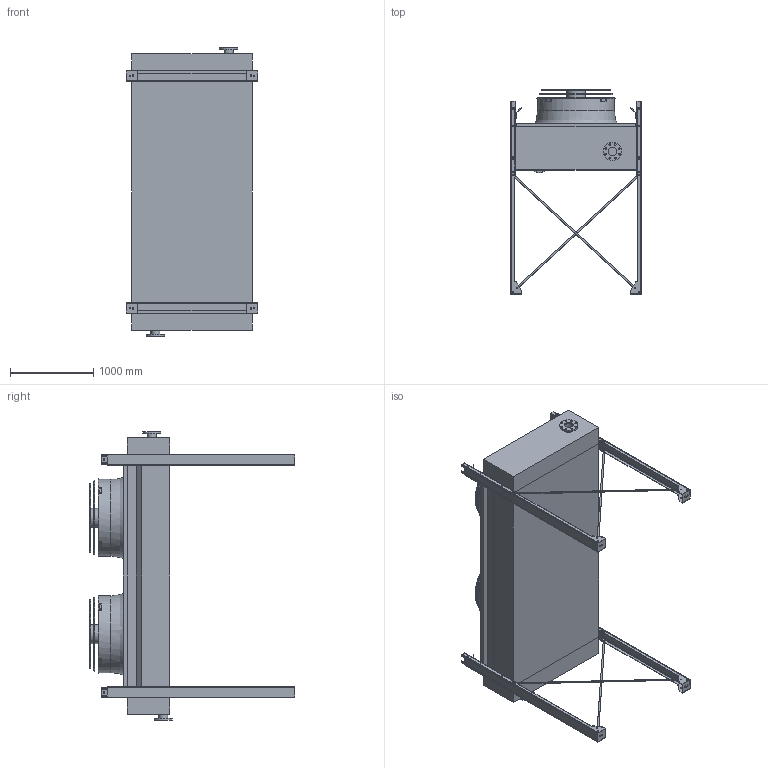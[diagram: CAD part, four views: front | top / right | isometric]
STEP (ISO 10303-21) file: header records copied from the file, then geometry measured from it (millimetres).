
FILE_DESCRIPTION (( 'STEP AP203' ), '1' );
FILE_NAME ('BOC__02L_HV_OS.STEP', '2017-03-24T10:01:02', ( 'Alfa Laval' ), ( 'Alfa Laval' ), 'SwSTEP 2.0', 'SolidWorks 2016', '' );
FILE_SCHEMA (( 'CONFIG_CONTROL_DESIGN' ));
Length unit declared in the file: millimetre
Products named in the file (5): BO_KIT FEET_LIGHT_BOC2L; BOFA_LIGHT_�910 IEC; BOC__02L_HV_OS; BO_HV_LIGHT_BOCF_36T_L_2M_OS; BOFE_HV_LIGHT_BOC2L
Assembly tree (5 placements, depth 2):
  BOC__02L_HV_OS
    BO_HV_LIGHT_BOCF_36T_L_2M_OS
    BOFE_HV_LIGHT_BOC2L
    BO_KIT FEET_LIGHT_BOC2L
    BOFA_LIGHT_�910 IEC  x2
Bounding box: 1580 x 2470 x 3470 mm (x, y, z)
Volume: 3059393673.4 mm3; surface area: 29944057.1 mm2
Topology: 47 solids, 49 shells, 858 faces, 2273 edges, 1527 vertices
Faces by surface type: plane 408, cylinder 330, torus 106, cone 12, bspline 2
Full cylindrical faces by diameter (mm): 14 x44, 15 x24, 18 x24, 20 x12, 28 x12, 103 x2, 108 x2, 220 x2, 228 x2, 236 x2, 262.56 x2, 276 x2, 308 x2, 328 x2, 406.8 x2, 426.8 x2, 505.6 x2, 525.6 x2, 604.4 x2, 624.4 x2, 703.2 x2, 723.2 x2, 802 x2, 926 x2
Entity records: 23441 total; most frequent: CARTESIAN_POINT 5742, DIRECTION 3623, ORIENTED_EDGE 3246, EDGE_CURVE 1623, AXIS2_PLACEMENT_3D 1371, VERTEX_POINT 1163, EDGE_LOOP 1110, LINE 881
